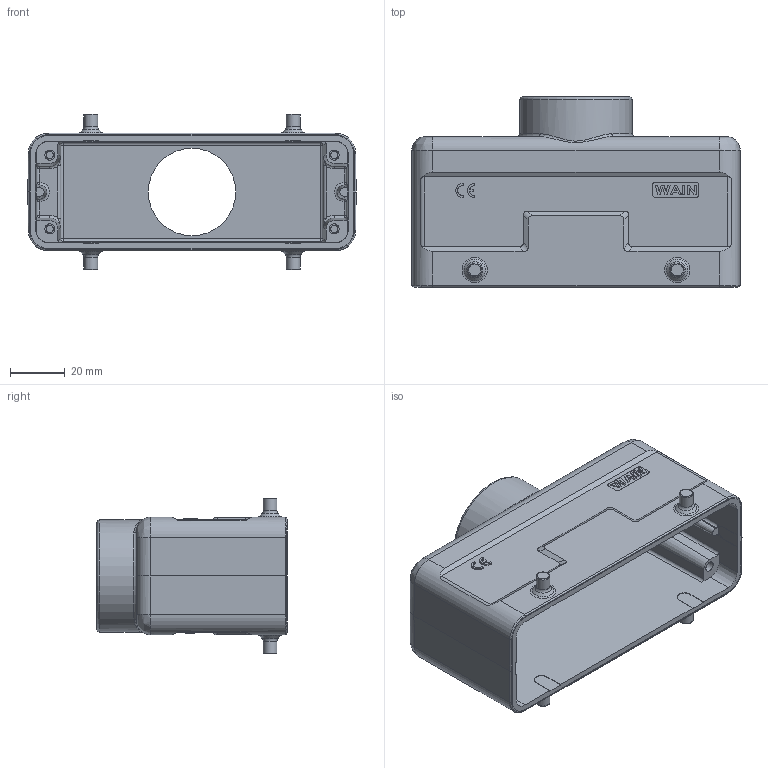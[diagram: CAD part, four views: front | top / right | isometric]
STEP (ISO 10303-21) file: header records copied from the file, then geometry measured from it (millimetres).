
FILE_DESCRIPTION(/* description */ (''),/* implementation_level */ '2;1');
FILE_NAME(/* name */ '3D_1121244301005_W24B-MTE-4B-M32_V1.0_stp.stp',/* time_stamp */ '2024-03-20T13:30:40+08:00',/* author */ (''),/* organization */ (''),/* preprocessor_version */ 'ST-DEVELOPER v18.1',/* originating_system */ 'SIEMENS PLM Software NX 1980',/* authorisation */ '');
FILE_SCHEMA (('AUTOMOTIVE_DESIGN { 1 0 10303 214 3 1 1 1 }'));
Length unit declared in the file: millimetre
Products named in the file (1): 3D_1121244301005_W24B-MTE-4B-M32_V1.0_stp
Bounding box: 120 x 69.5 x 57 mm (x, y, z)
Volume: 74105.5 mm3; surface area: 44789.9 mm2
Topology: 1 solids, 1 shells, 376 faces, 942 edges, 581 vertices
Faces by surface type: plane 198, cylinder 108, torus 25, sphere 16, cone 15, bspline 14
Full cylindrical faces by diameter (mm): 2.7 x4, 3.701 x4, 5 x4, 32 x1, 35.5 x1, 41 x1
Entity records: 11408 total; most frequent: CARTESIAN_POINT 2412, DIRECTION 1870, ORIENTED_EDGE 1770, EDGE_CURVE 885, AXIS2_PLACEMENT_3D 644, LINE 582, VECTOR 582, VERTEX_POINT 573
